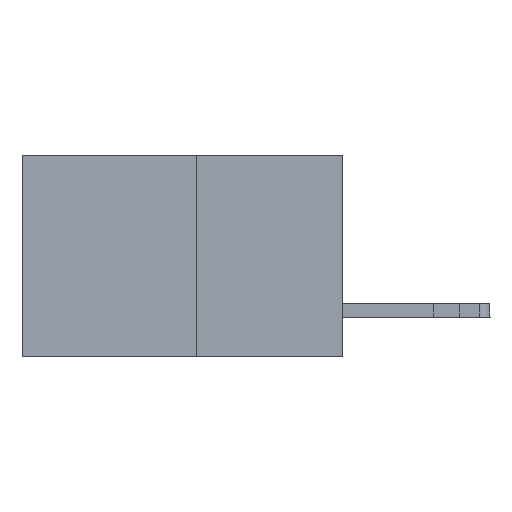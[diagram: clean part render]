
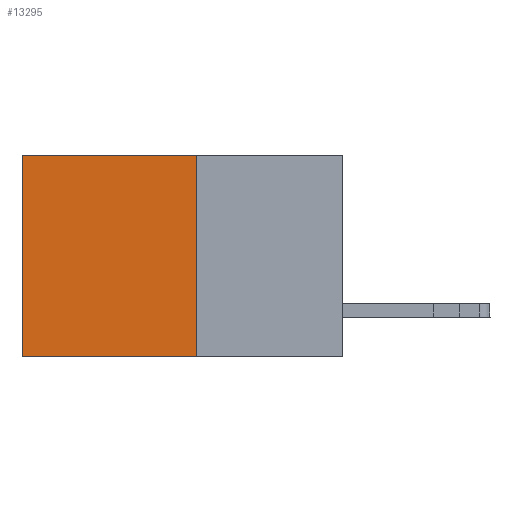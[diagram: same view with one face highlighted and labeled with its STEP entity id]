
A CAD part, left-side view. The second image highlights one B-rep face of the part: STEP entity #13295.
In plain terms, the highlighted planar face has unit normal (-1, 0, 0).
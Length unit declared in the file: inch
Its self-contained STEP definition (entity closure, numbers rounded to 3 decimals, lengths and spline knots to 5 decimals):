
#80 = EDGE_CURVE ( 'NONE', #4423, #4276, #22534, .T. ) ;
#199 = ORIENTED_EDGE ( 'NONE', *, *, #80, .T. ) ;
#1343 = LINE ( 'NONE', #12816, #10373 ) ;
#2892 = ORIENTED_EDGE ( 'NONE', *, *, #18365, .T. ) ;
#3250 = ORIENTED_EDGE ( 'NONE', *, *, #11712, .F. ) ;
#3338 = VERTEX_POINT ( 'NONE', #5209 ) ;
#3606 = CARTESIAN_POINT ( 'NONE',  ( 0.277, 0.27, -0.37 ) ) ;
#4276 = VERTEX_POINT ( 'NONE', #16236 ) ;
#4423 = VERTEX_POINT ( 'NONE', #22248 ) ;
#4618 = DIRECTION ( 'NONE',  ( 0., 1., 0. ) ) ;
#4863 = LINE ( 'NONE', #21376, #6257 ) ;
#5195 = FACE_OUTER_BOUND ( 'NONE', #6860, .T. ) ;
#5209 = CARTESIAN_POINT ( 'NONE',  ( 0.277, 0.27, 0. ) ) ;
#6257 = VECTOR ( 'NONE', #4618, 39.37008 ) ;
#6531 = DIRECTION ( 'NONE',  ( 1., 0., 0. ) ) ;
#6776 = DIRECTION ( 'NONE',  ( 0., 0., -1. ) ) ;
#6860 = EDGE_LOOP ( 'NONE', ( #199, #9089, #3250, #2892 ) ) ;
#8111 = VECTOR ( 'NONE', #11400, 39.37008 ) ;
#8370 = PLANE ( 'NONE',  #21528 ) ;
#8780 = DIRECTION ( 'NONE',  ( 0., 1., 0. ) ) ;
#9089 = ORIENTED_EDGE ( 'NONE', *, *, #22031, .F. ) ;
#10373 = VECTOR ( 'NONE', #8780, 39.37008 ) ;
#11400 = DIRECTION ( 'NONE',  ( 0., 0., -1. ) ) ;
#11712 = EDGE_CURVE ( 'NONE', #3338, #14057, #13983, .T. ) ;
#12816 = CARTESIAN_POINT ( 'NONE',  ( 0.277, 0.27, 0. ) ) ;
#13222 = CARTESIAN_POINT ( 'NONE',  ( 0.277, 0.59, -0.37 ) ) ;
#13295 = ADVANCED_FACE ( 'NONE', ( #5195 ), #8370, .F. ) ;
#13755 = CARTESIAN_POINT ( 'NONE',  ( 0.277, 0.27, -0.37 ) ) ;
#13983 = LINE ( 'NONE', #13755, #17211 ) ;
#14057 = VERTEX_POINT ( 'NONE', #3606 ) ;
#16236 = CARTESIAN_POINT ( 'NONE',  ( 0.277, 0.59, -0.37 ) ) ;
#17211 = VECTOR ( 'NONE', #21449, 39.37008 ) ;
#18365 = EDGE_CURVE ( 'NONE', #3338, #4423, #1343, .T. ) ;
#21376 = CARTESIAN_POINT ( 'NONE',  ( 0.277, 0.27, -0.37 ) ) ;
#21449 = DIRECTION ( 'NONE',  ( 0., 0., -1. ) ) ;
#21528 = AXIS2_PLACEMENT_3D ( 'NONE', #23313, #6531, #6776 ) ;
#22031 = EDGE_CURVE ( 'NONE', #14057, #4276, #4863, .T. ) ;
#22248 = CARTESIAN_POINT ( 'NONE',  ( 0.277, 0.59, 0. ) ) ;
#22534 = LINE ( 'NONE', #13222, #8111 ) ;
#23313 = CARTESIAN_POINT ( 'NONE',  ( 0.277, 0.27, -0.37 ) ) ;
